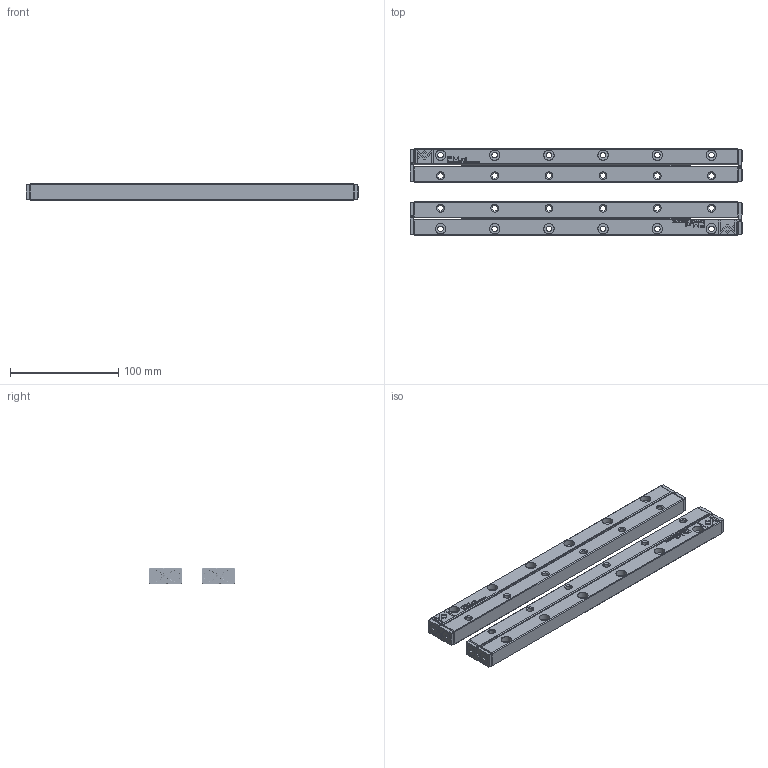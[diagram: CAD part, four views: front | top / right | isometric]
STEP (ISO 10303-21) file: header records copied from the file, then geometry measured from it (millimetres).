
FILE_DESCRIPTION(/* description */ (''),/* implementation_level */ '2;1');
FILE_NAME(/* name */ 'Set RSDE-6300x31KRE_stp.stp',/* time_stamp */ '2025-05-14T11:49:49+02:00',/* author */ (''),/* organization */ (''),/* preprocessor_version */ 'ST-DEVELOPER v16.7',/* originating_system */ 'SIEMENS PLM Software NX 12.0',/* authorisation */ '');
FILE_SCHEMA (('AUTOMOTIVE_DESIGN { 1 0 10303 214 3 1 1 1 }'));
Products named in the file (1): Set RSDE-6300x31KRE_stp
Bounding box: 306.4 x 80 x 15 mm (x, y, z)
Volume: 250789.1 mm3; surface area: 115887.2 mm2
Topology: 90 solids, 90 shells, 3518 faces, 9320 edges, 6090 vertices
Faces by surface type: plane 1856, cylinder 950, bspline 360, cone 352
Full cylindrical faces by diameter (mm): 0.8 x264, 4 x64, 4.351 x8, 5 x8, 5.188 x24, 5.2 x8, 6 x70, 9.5 x24, 10 x8
Entity records: 114272 total; most frequent: CARTESIAN_POINT 22647, ORIENTED_EDGE 16456, DIRECTION 16278, EDGE_CURVE 8228, VERTEX_POINT 5836, AXIS2_PLACEMENT_3D 5643, EDGE_LOOP 5032, LINE 4992
